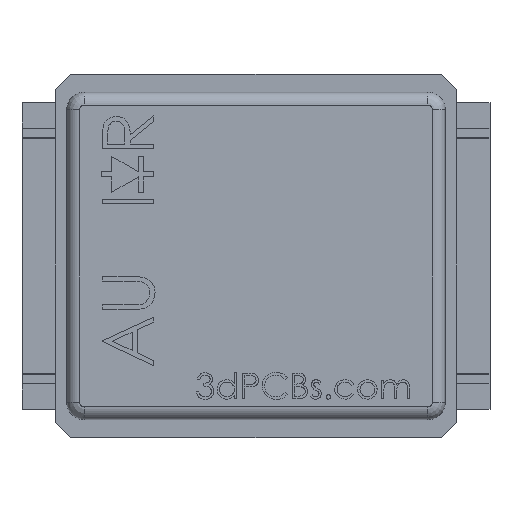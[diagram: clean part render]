
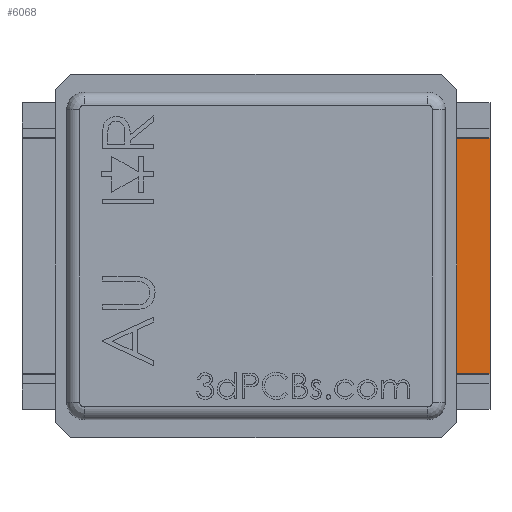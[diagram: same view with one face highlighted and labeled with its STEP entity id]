
A CAD part, top view. The second image highlights one B-rep face of the part: STEP entity #6068.
In plain terms, the highlighted planar face has unit normal (0, 0, 1).
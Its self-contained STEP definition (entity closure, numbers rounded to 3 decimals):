
#2438 = PLANE('',#2439);
#2439 = AXIS2_PLACEMENT_3D('',#2440,#2441,#2442);
#2440 = CARTESIAN_POINT('',(3.925,3.25,0.5));
#2441 = DIRECTION('',(-1.,0.,0.));
#2442 = DIRECTION('',(0.,0.,1.));
#2966 = PLANE('',#2967);
#2967 = AXIS2_PLACEMENT_3D('',#2968,#2969,#2970);
#2968 = CARTESIAN_POINT('',(4.575,-3.,0.42));
#2969 = DIRECTION('',(-1.,0.,0.));
#2970 = DIRECTION('',(0.,0.,1.));
#3190 = VERTEX_POINT('',#3191);
#3191 = CARTESIAN_POINT('',(3.925,-2.3,0.42));
#3205 = PLANE('',#3206);
#3206 = AXIS2_PLACEMENT_3D('',#3207,#3208,#3209);
#3207 = CARTESIAN_POINT('',(3.925,-2.3,0.42));
#3208 = DIRECTION('',(0.,-1.,0.));
#3209 = DIRECTION('',(0.,0.,-1.));
#3217 = EDGE_CURVE('',#3190,#3218,#3220,.T.);
#3218 = VERTEX_POINT('',#3219);
#3219 = CARTESIAN_POINT('',(3.925,2.3,0.42));
#3220 = SURFACE_CURVE('',#3221,(#3225,#3232),.PCURVE_S1.);
#3221 = LINE('',#3222,#3223);
#3222 = CARTESIAN_POINT('',(3.925,-3.,0.42));
#3223 = VECTOR('',#3224,1.);
#3224 = DIRECTION('',(0.,1.,0.));
#3225 = PCURVE('',#2438,#3226);
#3226 = DEFINITIONAL_REPRESENTATION('',(#3227),#3231);
#3227 = LINE('',#3228,#3229);
#3228 = CARTESIAN_POINT('',(-0.08,-6.25));
#3229 = VECTOR('',#3230,1.);
#3230 = DIRECTION('',(0.,1.));
#3231 = ( GEOMETRIC_REPRESENTATION_CONTEXT(2) 
PARAMETRIC_REPRESENTATION_CONTEXT() REPRESENTATION_CONTEXT('2D SPACE',''
  ) );
#3232 = PCURVE('',#3233,#3238);
#3233 = PLANE('',#3234);
#3234 = AXIS2_PLACEMENT_3D('',#3235,#3236,#3237);
#3235 = CARTESIAN_POINT('',(4.575,-3.,0.42));
#3236 = DIRECTION('',(0.,0.,-1.));
#3237 = DIRECTION('',(-1.,0.,0.));
#3238 = DEFINITIONAL_REPRESENTATION('',(#3239),#3243);
#3239 = LINE('',#3240,#3241);
#3240 = CARTESIAN_POINT('',(0.65,0.));
#3241 = VECTOR('',#3242,1.);
#3242 = DIRECTION('',(0.,1.));
#3243 = ( GEOMETRIC_REPRESENTATION_CONTEXT(2) 
PARAMETRIC_REPRESENTATION_CONTEXT() REPRESENTATION_CONTEXT('2D SPACE',''
  ) );
#3261 = PLANE('',#3262);
#3262 = AXIS2_PLACEMENT_3D('',#3263,#3264,#3265);
#3263 = CARTESIAN_POINT('',(3.925,2.3,0.42));
#3264 = DIRECTION('',(0.,1.,0.));
#3265 = DIRECTION('',(0.,0.,1.));
#5019 = VERTEX_POINT('',#5020);
#5020 = CARTESIAN_POINT('',(4.575,2.3,0.42));
#5041 = EDGE_CURVE('',#5042,#5019,#5044,.T.);
#5042 = VERTEX_POINT('',#5043);
#5043 = CARTESIAN_POINT('',(4.575,-2.3,0.42));
#5044 = SURFACE_CURVE('',#5045,(#5049,#5056),.PCURVE_S1.);
#5045 = LINE('',#5046,#5047);
#5046 = CARTESIAN_POINT('',(4.575,-3.,0.42));
#5047 = VECTOR('',#5048,1.);
#5048 = DIRECTION('',(0.,1.,0.));
#5049 = PCURVE('',#2966,#5050);
#5050 = DEFINITIONAL_REPRESENTATION('',(#5051),#5055);
#5051 = LINE('',#5052,#5053);
#5052 = CARTESIAN_POINT('',(0.,0.));
#5053 = VECTOR('',#5054,1.);
#5054 = DIRECTION('',(0.,1.));
#5055 = ( GEOMETRIC_REPRESENTATION_CONTEXT(2) 
PARAMETRIC_REPRESENTATION_CONTEXT() REPRESENTATION_CONTEXT('2D SPACE',''
  ) );
#5056 = PCURVE('',#3233,#5057);
#5057 = DEFINITIONAL_REPRESENTATION('',(#5058),#5062);
#5058 = LINE('',#5059,#5060);
#5059 = CARTESIAN_POINT('',(0.,0.));
#5060 = VECTOR('',#5061,1.);
#5061 = DIRECTION('',(0.,1.));
#5062 = ( GEOMETRIC_REPRESENTATION_CONTEXT(2) 
PARAMETRIC_REPRESENTATION_CONTEXT() REPRESENTATION_CONTEXT('2D SPACE',''
  ) );
#6046 = EDGE_CURVE('',#3190,#5042,#6047,.T.);
#6047 = SURFACE_CURVE('',#6048,(#6052,#6059),.PCURVE_S1.);
#6048 = LINE('',#6049,#6050);
#6049 = CARTESIAN_POINT('',(3.925,-2.3,0.42));
#6050 = VECTOR('',#6051,1.);
#6051 = DIRECTION('',(1.,0.,0.));
#6052 = PCURVE('',#3205,#6053);
#6053 = DEFINITIONAL_REPRESENTATION('',(#6054),#6058);
#6054 = LINE('',#6055,#6056);
#6055 = CARTESIAN_POINT('',(0.,0.));
#6056 = VECTOR('',#6057,1.);
#6057 = DIRECTION('',(0.,1.));
#6058 = ( GEOMETRIC_REPRESENTATION_CONTEXT(2) 
PARAMETRIC_REPRESENTATION_CONTEXT() REPRESENTATION_CONTEXT('2D SPACE',''
  ) );
#6059 = PCURVE('',#3233,#6060);
#6060 = DEFINITIONAL_REPRESENTATION('',(#6061),#6065);
#6061 = LINE('',#6062,#6063);
#6062 = CARTESIAN_POINT('',(0.65,0.7));
#6063 = VECTOR('',#6064,1.);
#6064 = DIRECTION('',(-1.,0.));
#6065 = ( GEOMETRIC_REPRESENTATION_CONTEXT(2) 
PARAMETRIC_REPRESENTATION_CONTEXT() REPRESENTATION_CONTEXT('2D SPACE',''
  ) );
#6068 = ADVANCED_FACE('',(#6069),#3233,.F.);
#6069 = FACE_BOUND('',#6070,.T.);
#6070 = EDGE_LOOP('',(#6071,#6092,#6093,#6094));
#6071 = ORIENTED_EDGE('',*,*,#6072,.F.);
#6072 = EDGE_CURVE('',#3218,#5019,#6073,.T.);
#6073 = SURFACE_CURVE('',#6074,(#6078,#6085),.PCURVE_S1.);
#6074 = LINE('',#6075,#6076);
#6075 = CARTESIAN_POINT('',(3.925,2.3,0.42));
#6076 = VECTOR('',#6077,1.);
#6077 = DIRECTION('',(1.,0.,0.));
#6078 = PCURVE('',#3233,#6079);
#6079 = DEFINITIONAL_REPRESENTATION('',(#6080),#6084);
#6080 = LINE('',#6081,#6082);
#6081 = CARTESIAN_POINT('',(0.65,5.3));
#6082 = VECTOR('',#6083,1.);
#6083 = DIRECTION('',(-1.,0.));
#6084 = ( GEOMETRIC_REPRESENTATION_CONTEXT(2) 
PARAMETRIC_REPRESENTATION_CONTEXT() REPRESENTATION_CONTEXT('2D SPACE',''
  ) );
#6085 = PCURVE('',#3261,#6086);
#6086 = DEFINITIONAL_REPRESENTATION('',(#6087),#6091);
#6087 = LINE('',#6088,#6089);
#6088 = CARTESIAN_POINT('',(0.,0.));
#6089 = VECTOR('',#6090,1.);
#6090 = DIRECTION('',(0.,1.));
#6091 = ( GEOMETRIC_REPRESENTATION_CONTEXT(2) 
PARAMETRIC_REPRESENTATION_CONTEXT() REPRESENTATION_CONTEXT('2D SPACE',''
  ) );
#6092 = ORIENTED_EDGE('',*,*,#3217,.F.);
#6093 = ORIENTED_EDGE('',*,*,#6046,.T.);
#6094 = ORIENTED_EDGE('',*,*,#5041,.T.);
